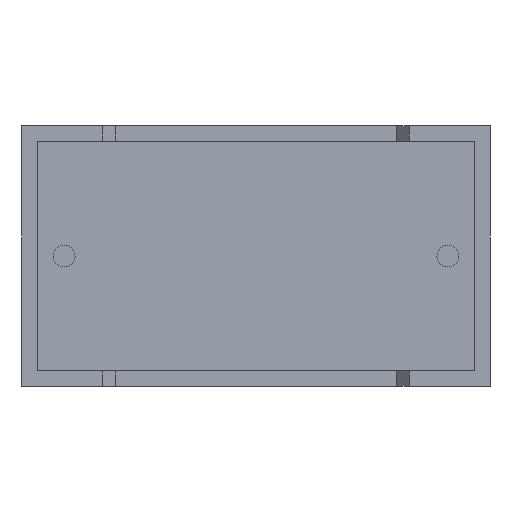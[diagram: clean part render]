
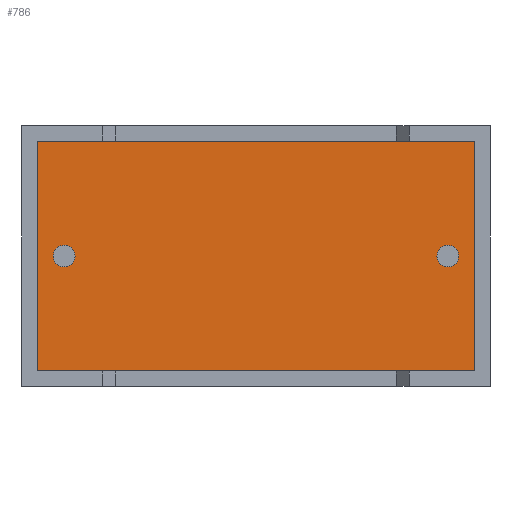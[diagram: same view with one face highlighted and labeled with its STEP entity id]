
A CAD part, front view. The second image highlights one B-rep face of the part: STEP entity #786.
In plain terms, the highlighted planar face has unit normal (0, -1, 0).
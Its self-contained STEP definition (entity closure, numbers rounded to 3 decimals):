
#105 = DIRECTION ( 'NONE',  ( 0., -1., 0. ) ) ;
#126 = CARTESIAN_POINT ( 'NONE',  ( 0.61, 0.75, 0.61 ) ) ;
#129 = AXIS2_PLACEMENT_3D ( 'NONE', #575, #1515, #2249 ) ;
#159 = ORIENTED_EDGE ( 'NONE', *, *, #1973, .T. ) ;
#172 = LINE ( 'NONE', #518, #627 ) ;
#177 = AXIS2_PLACEMENT_3D ( 'NONE', #458, #2877, #1897 ) ;
#179 = CARTESIAN_POINT ( 'NONE',  ( 17.69, 0.75, 9.59 ) ) ;
#260 = CARTESIAN_POINT ( 'NONE',  ( 0.61, 0.75, 9.59 ) ) ;
#263 = DIRECTION ( 'NONE',  ( 0., 0., -1. ) ) ;
#306 = ORIENTED_EDGE ( 'NONE', *, *, #2527, .T. ) ;
#318 = AXIS2_PLACEMENT_3D ( 'NONE', #2370, #1228, #263 ) ;
#405 = VERTEX_POINT ( 'NONE', #977 ) ;
#441 = EDGE_CURVE ( 'NONE', #2153, #1978, #2187, .T. ) ;
#458 = CARTESIAN_POINT ( 'NONE',  ( 0., 0.75, 0. ) ) ;
#486 = AXIS2_PLACEMENT_3D ( 'NONE', #2681, #105, #1026 ) ;
#492 = VECTOR ( 'NONE', #2264, 1000. ) ;
#504 = DIRECTION ( 'NONE',  ( 0., 0., -1. ) ) ;
#514 = CARTESIAN_POINT ( 'NONE',  ( 0.61, 0.75, 0.61 ) ) ;
#518 = CARTESIAN_POINT ( 'NONE',  ( 17.69, 0.75, 0.61 ) ) ;
#543 = CARTESIAN_POINT ( 'NONE',  ( 16.65, 0.75, 5.1 ) ) ;
#554 = ORIENTED_EDGE ( 'NONE', *, *, #2279, .T. ) ;
#575 = CARTESIAN_POINT ( 'NONE',  ( 16.65, 0.75, 5.1 ) ) ;
#578 = VECTOR ( 'NONE', #1511, 1000. ) ;
#627 = VECTOR ( 'NONE', #1220, 1000. ) ;
#654 = EDGE_CURVE ( 'NONE', #2519, #1574, #2740, .T. ) ;
#724 = DIRECTION ( 'NONE',  ( 1., 0., 0. ) ) ;
#764 = EDGE_LOOP ( 'NONE', ( #1537, #1553 ) ) ;
#776 = LINE ( 'NONE', #179, #492 ) ;
#786 = ADVANCED_FACE ( 'NONE', ( #1648, #2379, #1192 ), #2605, .T. ) ;
#798 = VERTEX_POINT ( 'NONE', #260 ) ;
#872 = VERTEX_POINT ( 'NONE', #126 ) ;
#977 = CARTESIAN_POINT ( 'NONE',  ( 17.69, 0.75, 0.61 ) ) ;
#1026 = DIRECTION ( 'NONE',  ( 0., 0., -1. ) ) ;
#1031 = ORIENTED_EDGE ( 'NONE', *, *, #1285, .F. ) ;
#1192 = FACE_BOUND ( 'NONE', #764, .T. ) ;
#1220 = DIRECTION ( 'NONE',  ( 0., 0., 1. ) ) ;
#1228 = DIRECTION ( 'NONE',  ( 0., -1., 0. ) ) ;
#1285 = EDGE_CURVE ( 'NONE', #1574, #2519, #2802, .T. ) ;
#1332 = CARTESIAN_POINT ( 'NONE',  ( 17.69, 0.75, 9.59 ) ) ;
#1500 = AXIS2_PLACEMENT_3D ( 'NONE', #543, #1683, #504 ) ;
#1511 = DIRECTION ( 'NONE',  ( 0., 0., -1. ) ) ;
#1515 = DIRECTION ( 'NONE',  ( 0., -1., 0. ) ) ;
#1537 = ORIENTED_EDGE ( 'NONE', *, *, #1686, .F. ) ;
#1553 = ORIENTED_EDGE ( 'NONE', *, *, #441, .F. ) ;
#1554 = ORIENTED_EDGE ( 'NONE', *, *, #2732, .T. ) ;
#1559 = CIRCLE ( 'NONE', #486, 0.425 ) ;
#1574 = VERTEX_POINT ( 'NONE', #2576 ) ;
#1577 = CARTESIAN_POINT ( 'NONE',  ( 1.65, 0.75, 5.525 ) ) ;
#1601 = EDGE_LOOP ( 'NONE', ( #159, #1554, #554, #306 ) ) ;
#1648 = FACE_BOUND ( 'NONE', #2083, .T. ) ;
#1683 = DIRECTION ( 'NONE',  ( 0., -1., 0. ) ) ;
#1686 = EDGE_CURVE ( 'NONE', #1978, #2153, #1559, .T. ) ;
#1897 = DIRECTION ( 'NONE',  ( 0., 0., -1. ) ) ;
#1973 = EDGE_CURVE ( 'NONE', #798, #872, #1998, .T. ) ;
#1978 = VERTEX_POINT ( 'NONE', #1577 ) ;
#1998 = LINE ( 'NONE', #2468, #578 ) ;
#2083 = EDGE_LOOP ( 'NONE', ( #2723, #1031 ) ) ;
#2139 = VERTEX_POINT ( 'NONE', #1332 ) ;
#2153 = VERTEX_POINT ( 'NONE', #2735 ) ;
#2157 = VECTOR ( 'NONE', #724, 1000. ) ;
#2187 = CIRCLE ( 'NONE', #318, 0.425 ) ;
#2193 = LINE ( 'NONE', #514, #2157 ) ;
#2249 = DIRECTION ( 'NONE',  ( 0., 0., -1. ) ) ;
#2264 = DIRECTION ( 'NONE',  ( -1., 0., 0. ) ) ;
#2279 = EDGE_CURVE ( 'NONE', #405, #2139, #172, .T. ) ;
#2370 = CARTESIAN_POINT ( 'NONE',  ( 1.65, 0.75, 5.1 ) ) ;
#2379 = FACE_OUTER_BOUND ( 'NONE', #1601, .T. ) ;
#2468 = CARTESIAN_POINT ( 'NONE',  ( 0.61, 0.75, 9.59 ) ) ;
#2519 = VERTEX_POINT ( 'NONE', #2906 ) ;
#2527 = EDGE_CURVE ( 'NONE', #2139, #798, #776, .T. ) ;
#2576 = CARTESIAN_POINT ( 'NONE',  ( 16.65, 0.75, 4.675 ) ) ;
#2605 = PLANE ( 'NONE',  #177 ) ;
#2681 = CARTESIAN_POINT ( 'NONE',  ( 1.65, 0.75, 5.1 ) ) ;
#2723 = ORIENTED_EDGE ( 'NONE', *, *, #654, .F. ) ;
#2732 = EDGE_CURVE ( 'NONE', #872, #405, #2193, .T. ) ;
#2735 = CARTESIAN_POINT ( 'NONE',  ( 1.65, 0.75, 4.675 ) ) ;
#2740 = CIRCLE ( 'NONE', #1500, 0.425 ) ;
#2802 = CIRCLE ( 'NONE', #129, 0.425 ) ;
#2877 = DIRECTION ( 'NONE',  ( 0., -1., 0. ) ) ;
#2906 = CARTESIAN_POINT ( 'NONE',  ( 16.65, 0.75, 5.525 ) ) ;
